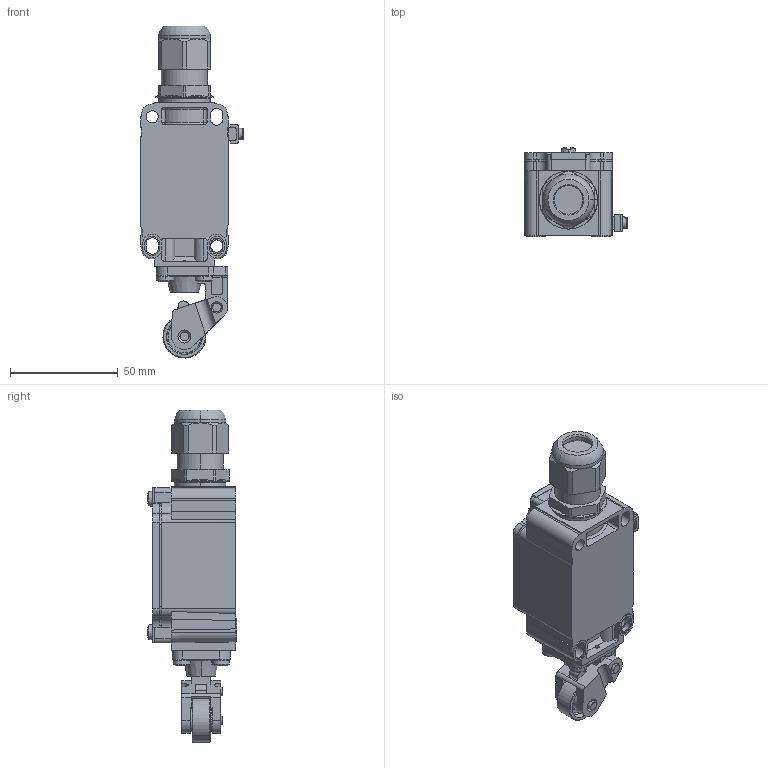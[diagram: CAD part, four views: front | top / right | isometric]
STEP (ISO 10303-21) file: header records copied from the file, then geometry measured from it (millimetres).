
FILE_DESCRIPTION (( 'STEP AP203' ), '1' );
FILE_NAME ('8074_1-_-AR.STEP', '2015-01-14T12:46:44', ( '' ), ( '' ), 'SwSTEP 2.0', 'SolidWorks 2015', '' );
FILE_SCHEMA (( 'CONFIG_CONTROL_DESIGN' ));
Length unit declared in the file: millimetre
Products named in the file (19): slotted cheese head screw_din_ISO 1207 - M3 x 12 --- 12N; Gehaeuse; Schraube; 81_610_77_01_0_Hutmutter_Vereinfacht; 8074_0_077_073_0_Lagerbock; 81_610_77_01_0_Vereinfacht; 8074_0_077_073_0_Vorsatz AR; 8074_0_077_073_0_Rolle; Erdung; 8074_0_077_073_0_Bolzen; Deckel; 8074_1-_-AR; 81_610_77_01_0_Stutzen_Vereinfacht; 81_610_77_01_0_Dichtung; 8161_Staubschutzkappe_M20; Schild; 8074_0_077_073_0_Hebel; 8074_0_077_073_0_Schraube; 81_616_05_30_0_Anschlussgewindedichtung_M20
Assembly tree (23 placements, depth 3):
  8074_1-_-AR
    8074_0_077_073_0_Vorsatz AR
      8074_0_077_073_0_Lagerbock
      8074_0_077_073_0_Hebel
      8074_0_077_073_0_Rolle
      8074_0_077_073_0_Bolzen  x2
      8074_0_077_073_0_Schraube  x4
    Gehaeuse
    Deckel
    Schraube  x2
    Schild
    Erdung
    slotted cheese head screw_din_ISO 1207 - M3 x 12 --- 12N
    81_610_77_01_0_Vereinfacht
      81_610_77_01_0_Stutzen_Vereinfacht
      81_610_77_01_0_Dichtung
      81_610_77_01_0_Hutmutter_Vereinfacht
      81_616_05_30_0_Anschlussgewindedichtung_M20
      8161_Staubschutzkappe_M20
Bounding box: 47.5 x 41.55 x 154.17 mm (x, y, z)
Volume: 45864.9 mm3; surface area: 56612.6 mm2
Topology: 17 solids, 27 shells, 954 faces, 2520 edges, 1633 vertices
Faces by surface type: plane 402, cylinder 318, bspline 117, cone 99, torus 14, sphere 4
Entity records: 29721 total; most frequent: CARTESIAN_POINT 9246, ORIENTED_EDGE 3868, DIRECTION 3767, EDGE_CURVE 1950, AXIS2_PLACEMENT_3D 1350, VERTEX_POINT 1268, VECTOR 1067, LINE 1067
